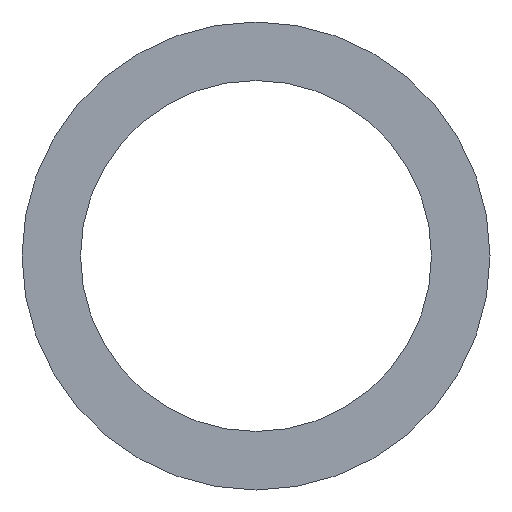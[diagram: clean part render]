
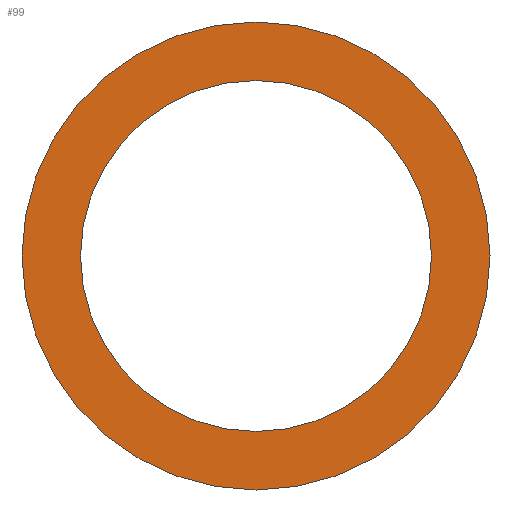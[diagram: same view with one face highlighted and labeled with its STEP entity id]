
A CAD part, front view. The second image highlights one B-rep face of the part: STEP entity #99.
In plain terms, the highlighted planar face has unit normal (0, -1, 0).
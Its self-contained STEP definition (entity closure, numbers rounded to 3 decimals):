
#10 = DIRECTION ( 'NONE',  ( 0., 0., 1. ) ) ;
#11 = AXIS2_PLACEMENT_3D ( 'NONE', #125, #164, #63 ) ;
#21 = ORIENTED_EDGE ( 'NONE', *, *, #242, .F. ) ;
#22 = AXIS2_PLACEMENT_3D ( 'NONE', #168, #108, #127 ) ;
#26 = AXIS2_PLACEMENT_3D ( 'NONE', #52, #241, #10 ) ;
#31 = CARTESIAN_POINT ( 'NONE',  ( 0., 0., 3. ) ) ;
#42 = FACE_BOUND ( 'NONE', #136, .T. ) ;
#47 = ORIENTED_EDGE ( 'NONE', *, *, #166, .F. ) ;
#51 = AXIS2_PLACEMENT_3D ( 'NONE', #71, #72, #90 ) ;
#52 = CARTESIAN_POINT ( 'NONE',  ( 0., 0., 0. ) ) ;
#61 = CIRCLE ( 'NONE', #22, 4. ) ;
#63 = DIRECTION ( 'NONE',  ( 0., 0., 1. ) ) ;
#71 = CARTESIAN_POINT ( 'NONE',  ( 0., 0., 0. ) ) ;
#72 = DIRECTION ( 'NONE',  ( 0., 1., 0. ) ) ;
#77 = VERTEX_POINT ( 'NONE', #203 ) ;
#87 = CARTESIAN_POINT ( 'NONE',  ( 0., 0., 0. ) ) ;
#90 = DIRECTION ( 'NONE',  ( 0., 0., 1. ) ) ;
#93 = AXIS2_PLACEMENT_3D ( 'NONE', #87, #222, #238 ) ;
#99 = ADVANCED_FACE ( 'NONE', ( #116, #42 ), #167, .F. ) ;
#107 = CARTESIAN_POINT ( 'NONE',  ( 0., 0., -3. ) ) ;
#108 = DIRECTION ( 'NONE',  ( 0., 1., 0. ) ) ;
#116 = FACE_OUTER_BOUND ( 'NONE', #184, .T. ) ;
#125 = CARTESIAN_POINT ( 'NONE',  ( 0., 0., 0. ) ) ;
#127 = DIRECTION ( 'NONE',  ( 0., 0., 1. ) ) ;
#129 = VERTEX_POINT ( 'NONE', #107 ) ;
#131 = EDGE_CURVE ( 'NONE', #225, #129, #235, .T. ) ;
#136 = EDGE_LOOP ( 'NONE', ( #207, #243 ) ) ;
#148 = CARTESIAN_POINT ( 'NONE',  ( 0., 0., 4. ) ) ;
#164 = DIRECTION ( 'NONE',  ( 0., 1., 0. ) ) ;
#166 = EDGE_CURVE ( 'NONE', #77, #232, #197, .T. ) ;
#167 = PLANE ( 'NONE',  #11 ) ;
#168 = CARTESIAN_POINT ( 'NONE',  ( 0., 0., 0. ) ) ;
#183 = CIRCLE ( 'NONE', #93, 3. ) ;
#184 = EDGE_LOOP ( 'NONE', ( #47, #21 ) ) ;
#197 = CIRCLE ( 'NONE', #51, 4. ) ;
#203 = CARTESIAN_POINT ( 'NONE',  ( 0., 0., -4. ) ) ;
#207 = ORIENTED_EDGE ( 'NONE', *, *, #217, .T. ) ;
#217 = EDGE_CURVE ( 'NONE', #129, #225, #183, .T. ) ;
#222 = DIRECTION ( 'NONE',  ( 0., 1., 0. ) ) ;
#225 = VERTEX_POINT ( 'NONE', #31 ) ;
#232 = VERTEX_POINT ( 'NONE', #148 ) ;
#235 = CIRCLE ( 'NONE', #26, 3. ) ;
#238 = DIRECTION ( 'NONE',  ( 0., 0., 1. ) ) ;
#241 = DIRECTION ( 'NONE',  ( 0., 1., 0. ) ) ;
#242 = EDGE_CURVE ( 'NONE', #232, #77, #61, .T. ) ;
#243 = ORIENTED_EDGE ( 'NONE', *, *, #131, .T. ) ;
